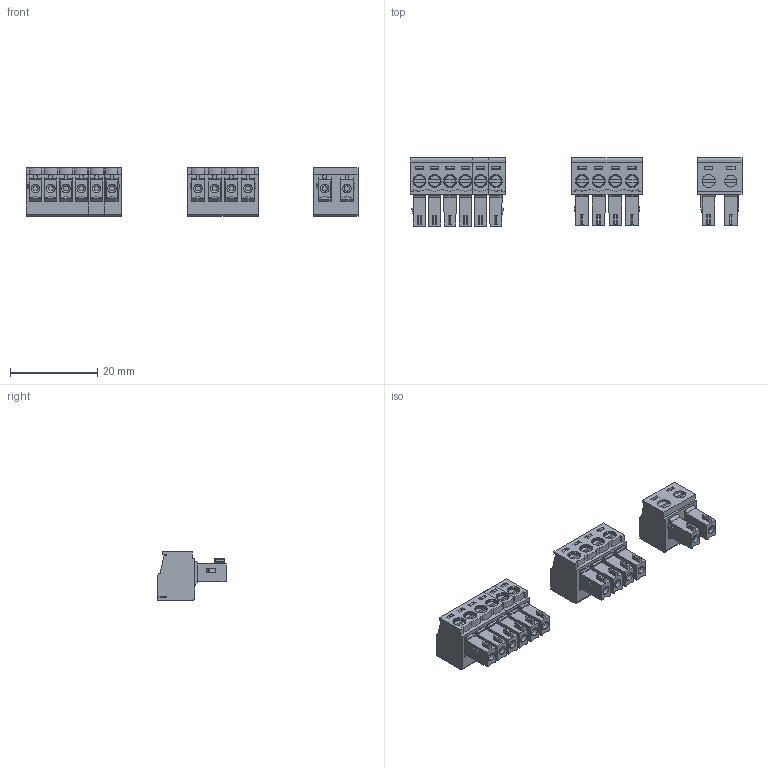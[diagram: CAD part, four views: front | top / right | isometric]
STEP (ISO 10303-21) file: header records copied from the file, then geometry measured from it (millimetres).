
FILE_DESCRIPTION (( 'STEP AP214' ), '1' );
FILE_NAME ('STP-CON-5.STEP', '2020-08-03T18:31:03', ( '' ), ( '' ), 'SwSTEP 2.0', 'SolidWorks 2017', '' );
FILE_SCHEMA (( 'AUTOMOTIVE_DESIGN' ));
Length unit declared in the file: inch
Products named in the file (1): STP-CON-5
Bounding box: 75.93 x 15.6 x 11.1 mm (x, y, z)
Volume: 5088.1 mm3; surface area: 5631.5 mm2
Topology: 4 solids, 11 shells, 1399 faces, 3715 edges, 2436 vertices
Faces by surface type: plane 1049, cylinder 259, bspline 66, cone 25
Entity records: 44637 total; most frequent: CARTESIAN_POINT 9631, ORIENTED_EDGE 7418, DIRECTION 6901, EDGE_CURVE 3709, LINE 2925, VECTOR 2925, VERTEX_POINT 2436, AXIS2_PLACEMENT_3D 1988
